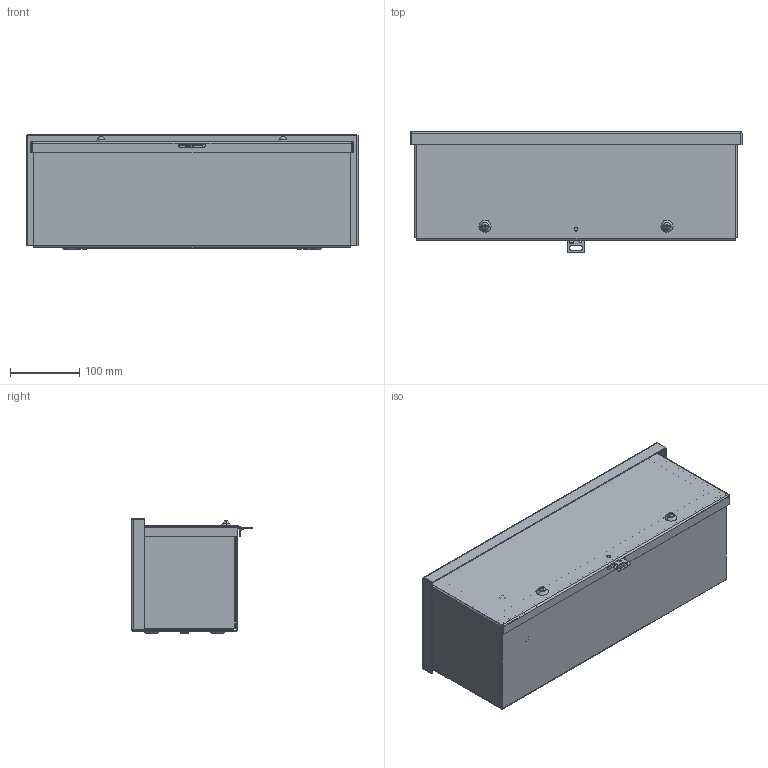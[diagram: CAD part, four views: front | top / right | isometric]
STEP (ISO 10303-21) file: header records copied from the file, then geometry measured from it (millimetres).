
FILE_DESCRIPTION (( 'STEP AP203' ), '1' );
FILE_NAME ('C3RWT618_Default.step', '2019-11-13T14:04:07', ( '' ), ( '' ), 'SwSTEP 2.0', 'SolidWorks 2019', '' );
FILE_SCHEMA (( 'CONFIG_CONTROL_DESIGN' ));
Length unit declared in the file: inch
Products named in the file (1): C3RWT618_Default
Bounding box: 479.43 x 174.52 x 167.49 mm (x, y, z)
Volume: 567064 mm3; surface area: 788870.8 mm2
Topology: 19 solids, 19 shells, 645 faces, 1651 edges, 1060 vertices
Faces by surface type: plane 344, cylinder 201, bspline 52, cone 44, torus 4
Entity records: 22384 total; most frequent: CARTESIAN_POINT 6579, ORIENTED_EDGE 3294, DIRECTION 3287, EDGE_CURVE 1647, AXIS2_PLACEMENT_3D 1162, VERTEX_POINT 1060, VECTOR 963, LINE 963
